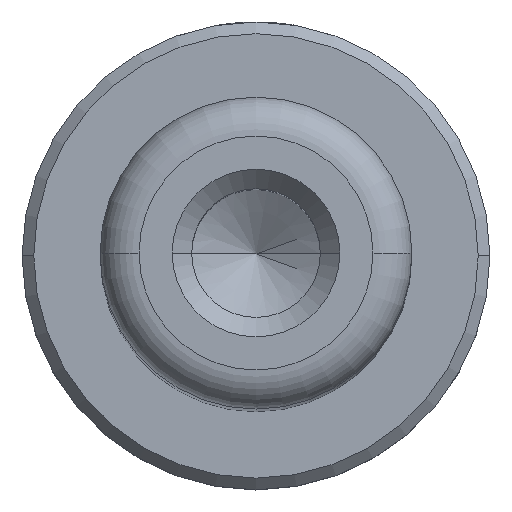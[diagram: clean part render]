
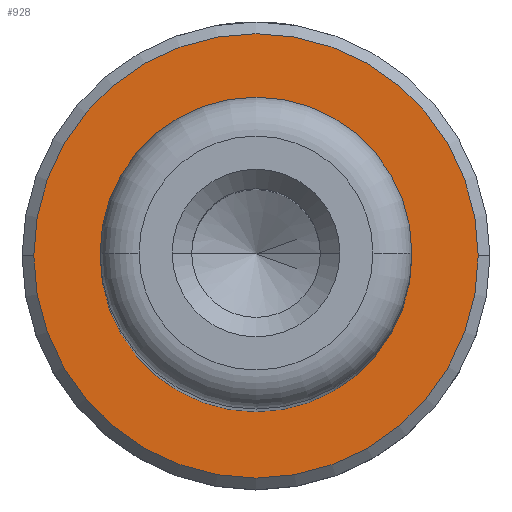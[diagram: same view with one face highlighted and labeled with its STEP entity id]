
A CAD part, top view. The second image highlights one B-rep face of the part: STEP entity #928.
In plain terms, the highlighted planar face has unit normal (0, 0, 1).
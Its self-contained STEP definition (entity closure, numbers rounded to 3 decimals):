
#99 = FACE_OUTER_BOUND ( 'NONE', #1912, .T. ) ;
#140 = ORIENTED_EDGE ( 'NONE', *, *, #1030, .T. ) ;
#235 = EDGE_CURVE ( 'NONE', #1906, #262, #967, .T. ) ;
#236 = CARTESIAN_POINT ( 'NONE',  ( -3.6, 0., 11. ) ) ;
#262 = VERTEX_POINT ( 'NONE', #1283 ) ;
#362 = AXIS2_PLACEMENT_3D ( 'NONE', #1226, #1138, #1059 ) ;
#397 = DIRECTION ( 'NONE',  ( 1., 0., 0. ) ) ;
#404 = DIRECTION ( 'NONE',  ( 0., 0., 1. ) ) ;
#409 = CARTESIAN_POINT ( 'NONE',  ( 0., 0., 11. ) ) ;
#420 = EDGE_CURVE ( 'NONE', #818, #1185, #1033, .T. ) ;
#535 = AXIS2_PLACEMENT_3D ( 'NONE', #1314, #1301, #1292 ) ;
#622 = CARTESIAN_POINT ( 'NONE',  ( 0., 0., 11. ) ) ;
#669 = CIRCLE ( 'NONE', #1242, 5.7 ) ;
#689 = ORIENTED_EDGE ( 'NONE', *, *, #235, .T. ) ;
#718 = DIRECTION ( 'NONE',  ( 1., 0., 0. ) ) ;
#734 = DIRECTION ( 'NONE',  ( 0., 0., 1. ) ) ;
#748 = CARTESIAN_POINT ( 'NONE',  ( 0., 0., 11. ) ) ;
#767 = CARTESIAN_POINT ( 'NONE',  ( -5.7, 0., 11. ) ) ;
#783 = DIRECTION ( 'NONE',  ( -1., 0., 0. ) ) ;
#801 = AXIS2_PLACEMENT_3D ( 'NONE', #748, #734, #718 ) ;
#818 = VERTEX_POINT ( 'NONE', #767 ) ;
#819 = CARTESIAN_POINT ( 'NONE',  ( 5.7, 0., 11. ) ) ;
#874 = EDGE_CURVE ( 'NONE', #1185, #818, #669, .T. ) ;
#928 = ADVANCED_FACE ( 'NONE', ( #99, #1884 ), #1271, .T. ) ;
#967 = CIRCLE ( 'NONE', #535, 3.6 ) ;
#976 = AXIS2_PLACEMENT_3D ( 'NONE', #622, #1741, #783 ) ;
#997 = ORIENTED_EDGE ( 'NONE', *, *, #874, .T. ) ;
#1030 = EDGE_CURVE ( 'NONE', #262, #1906, #1873, .T. ) ;
#1033 = CIRCLE ( 'NONE', #801, 5.7 ) ;
#1055 = EDGE_LOOP ( 'NONE', ( #689, #140 ) ) ;
#1059 = DIRECTION ( 'NONE',  ( 1., 0., 0. ) ) ;
#1138 = DIRECTION ( 'NONE',  ( 0., 0., 1. ) ) ;
#1185 = VERTEX_POINT ( 'NONE', #819 ) ;
#1226 = CARTESIAN_POINT ( 'NONE',  ( 0., 0., 11. ) ) ;
#1242 = AXIS2_PLACEMENT_3D ( 'NONE', #409, #404, #397 ) ;
#1271 = PLANE ( 'NONE',  #362 ) ;
#1283 = CARTESIAN_POINT ( 'NONE',  ( 3.6, 0., 11. ) ) ;
#1292 = DIRECTION ( 'NONE',  ( -1., 0., 0. ) ) ;
#1301 = DIRECTION ( 'NONE',  ( 0., 0., -1. ) ) ;
#1314 = CARTESIAN_POINT ( 'NONE',  ( 0., 0., 11. ) ) ;
#1741 = DIRECTION ( 'NONE',  ( 0., 0., -1. ) ) ;
#1873 = CIRCLE ( 'NONE', #976, 3.6 ) ;
#1884 = FACE_BOUND ( 'NONE', #1055, .T. ) ;
#1906 = VERTEX_POINT ( 'NONE', #236 ) ;
#1912 = EDGE_LOOP ( 'NONE', ( #2034, #997 ) ) ;
#2034 = ORIENTED_EDGE ( 'NONE', *, *, #420, .T. ) ;
